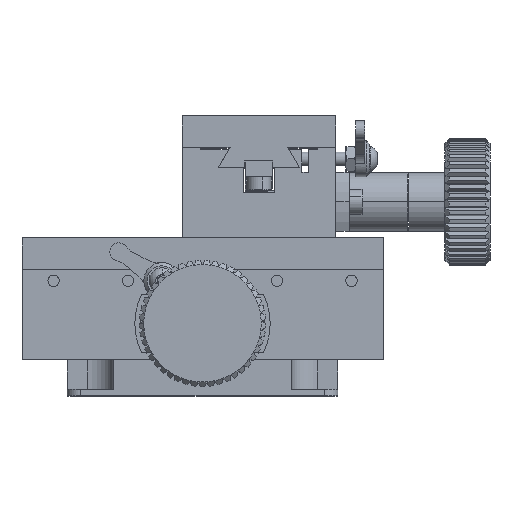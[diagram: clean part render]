
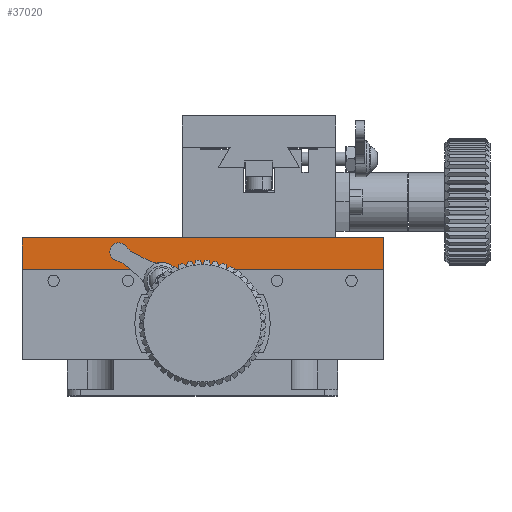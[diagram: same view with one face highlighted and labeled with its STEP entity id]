
A CAD part, top view. The second image highlights one B-rep face of the part: STEP entity #37020.
In plain terms, the highlighted planar face has unit normal (0, 0, 1).
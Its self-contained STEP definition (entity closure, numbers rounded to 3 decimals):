
#673 = CARTESIAN_POINT ( 'NONE',  ( 40., 27., 17. ) ) ;
#8366 = VECTOR ( 'NONE', #86047, 1000. ) ;
#8660 = FACE_OUTER_BOUND ( 'NONE', #113505, .T. ) ;
#10580 = CARTESIAN_POINT ( 'NONE',  ( -40., 20., 17. ) ) ;
#14189 = VECTOR ( 'NONE', #72272, 1000. ) ;
#16422 = LINE ( 'NONE', #45311, #93861 ) ;
#19970 = DIRECTION ( 'NONE',  ( -1., 0., 0. ) ) ;
#23675 = LINE ( 'NONE', #81763, #33490 ) ;
#24048 = DIRECTION ( 'NONE',  ( 0., 1., 0. ) ) ;
#24792 = EDGE_CURVE ( 'NONE', #100062, #37168, #98448, .T. ) ;
#26612 = ORIENTED_EDGE ( 'NONE', *, *, #92344, .T. ) ;
#28989 = ORIENTED_EDGE ( 'NONE', *, *, #24792, .F. ) ;
#31444 = ORIENTED_EDGE ( 'NONE', *, *, #79031, .F. ) ;
#33490 = VECTOR ( 'NONE', #19970, 1000. ) ;
#37020 = ADVANCED_FACE ( 'NONE', ( #8660 ), #105516, .F. ) ;
#37168 = VERTEX_POINT ( 'NONE', #10580 ) ;
#45311 = CARTESIAN_POINT ( 'NONE',  ( -40., 27., 17. ) ) ;
#46483 = CARTESIAN_POINT ( 'NONE',  ( 40., 27., 17. ) ) ;
#47947 = VERTEX_POINT ( 'NONE', #53218 ) ;
#50767 = LINE ( 'NONE', #673, #14189 ) ;
#53218 = CARTESIAN_POINT ( 'NONE',  ( -40., 27., 17. ) ) ;
#60536 = CARTESIAN_POINT ( 'NONE',  ( 40., 20., 17. ) ) ;
#70071 = DIRECTION ( 'NONE',  ( 0., 0., -1. ) ) ;
#72272 = DIRECTION ( 'NONE',  ( 0., -1., 0. ) ) ;
#79031 = EDGE_CURVE ( 'NONE', #91933, #100062, #50767, .T. ) ;
#81763 = CARTESIAN_POINT ( 'NONE',  ( 40., 27., 17. ) ) ;
#82721 = AXIS2_PLACEMENT_3D ( 'NONE', #114944, #70071, #24048 ) ;
#86047 = DIRECTION ( 'NONE',  ( -1., 0., 0. ) ) ;
#86068 = ORIENTED_EDGE ( 'NONE', *, *, #97746, .T. ) ;
#91933 = VERTEX_POINT ( 'NONE', #46483 ) ;
#92344 = EDGE_CURVE ( 'NONE', #91933, #47947, #23675, .T. ) ;
#93861 = VECTOR ( 'NONE', #107507, 1000. ) ;
#97746 = EDGE_CURVE ( 'NONE', #47947, #37168, #16422, .T. ) ;
#98448 = LINE ( 'NONE', #111968, #8366 ) ;
#100062 = VERTEX_POINT ( 'NONE', #60536 ) ;
#105516 = PLANE ( 'NONE',  #82721 ) ;
#107507 = DIRECTION ( 'NONE',  ( 0., -1., 0. ) ) ;
#111968 = CARTESIAN_POINT ( 'NONE',  ( 40., 20., 17. ) ) ;
#113505 = EDGE_LOOP ( 'NONE', ( #86068, #28989, #31444, #26612 ) ) ;
#114944 = CARTESIAN_POINT ( 'NONE',  ( 40., 27., 17. ) ) ;
